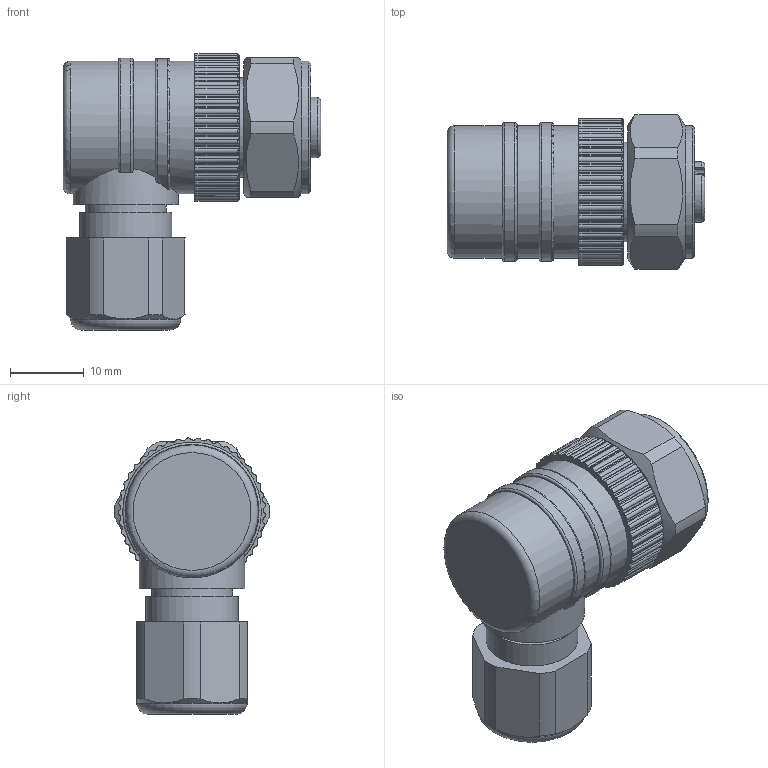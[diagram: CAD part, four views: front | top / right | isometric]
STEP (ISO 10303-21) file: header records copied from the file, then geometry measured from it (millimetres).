
FILE_DESCRIPTION(/* description */ (''),/* implementation_level */ '2;1');
FILE_NAME(/* name */ 'VK003020.stp',/* time_stamp */ '2016-10-11T15:58:14+02:00',/* author */ ('mitarbeiter'),/* organization */ (''),/* preprocessor_version */ 'ST-DEVELOPER v15.2',/* originating_system */ 'Autodesk Inventor 2014',/* authorisation */ '');
FILE_SCHEMA (('AUTOMOTIVE_DESIGN { 1 0 10303 214 3 1 1 }'));
Length unit declared in the file: millimetre
Products named in the file (1): VK003020
Bounding box: 35 x 20.99 x 37.48 mm (x, y, z)
Volume: 12071.7 mm3; surface area: 4610.4 mm2
Topology: 1 solids, 1 shells, 340 faces, 988 edges, 667 vertices
Faces by surface type: cylinder 220, cone 60, plane 51, torus 9
Full cylindrical faces by diameter (mm): 1.1 x4, 1.62 x4, 7 x1, 10.95 x1, 11 x1, 12.2 x1, 12.5 x1, 13.5 x1, 14.3 x1, 18 x3
Entity records: 16005 total; most frequent: CARTESIAN_POINT 6828, DIRECTION 2082, ORIENTED_EDGE 1896, EDGE_CURVE 948, AXIS2_PLACEMENT_3D 908, VERTEX_POINT 657, CIRCLE 463, EDGE_LOOP 387
